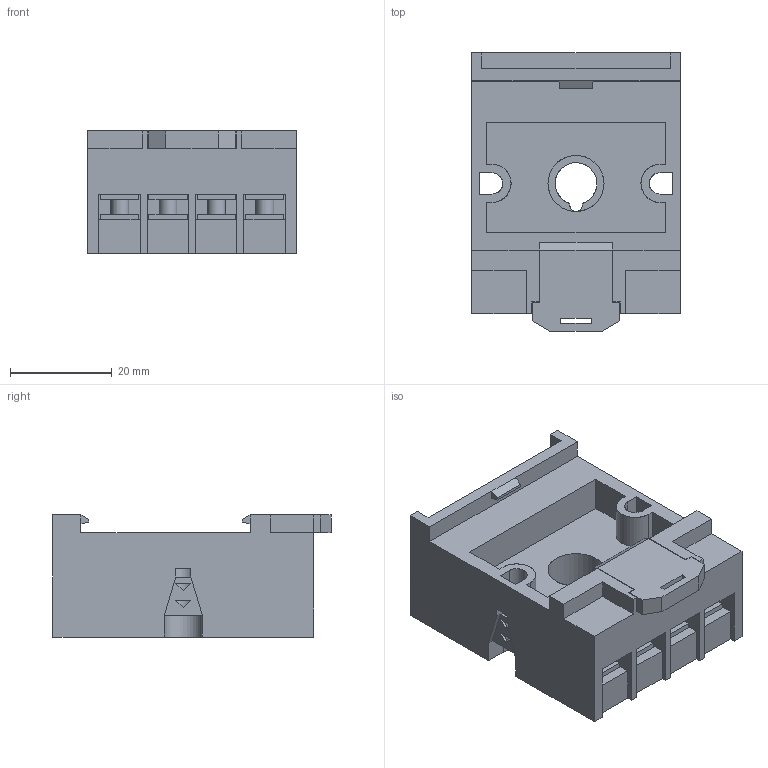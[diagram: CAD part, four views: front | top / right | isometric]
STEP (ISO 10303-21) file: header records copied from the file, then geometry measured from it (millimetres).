
FILE_DESCRIPTION(('STEP AP214'),'2;1');
FILE_NAME('90.26+morsetti_catalogo.stp','2011-05-26T13:47:30',(''),(''),'2007.1.106','THINKDESIGN','');
FILE_SCHEMA(('AUTOMOTIVE_DESIGN'));
Length unit declared in the file: millimetre
Products named in the file (1): None
Bounding box: 41 x 54.6 x 24 mm (x, y, z)
Surface area: 16559.4 mm2 (no closed solid volume)
Topology: 0 solids, 0 shells, 408 faces, 2169 edges, 2161 vertices
Faces by surface type: plane 343, cylinder 33, bspline 32
Full cylindrical faces by diameter (mm): 2.8 x8, 4.8 x8, 5.2 x8, 11 x1
Entity records: 22293 total; most frequent: CARTESIAN_POINT 6727, DIRECTION 2662, COMPOSITE_CURVE_SEGMENT 2145, TRIMMED_CURVE 1769, VECTOR 1628, LINE 1628, AXIS2_PLACEMENT_3D 517, STYLED_ITEM 408
